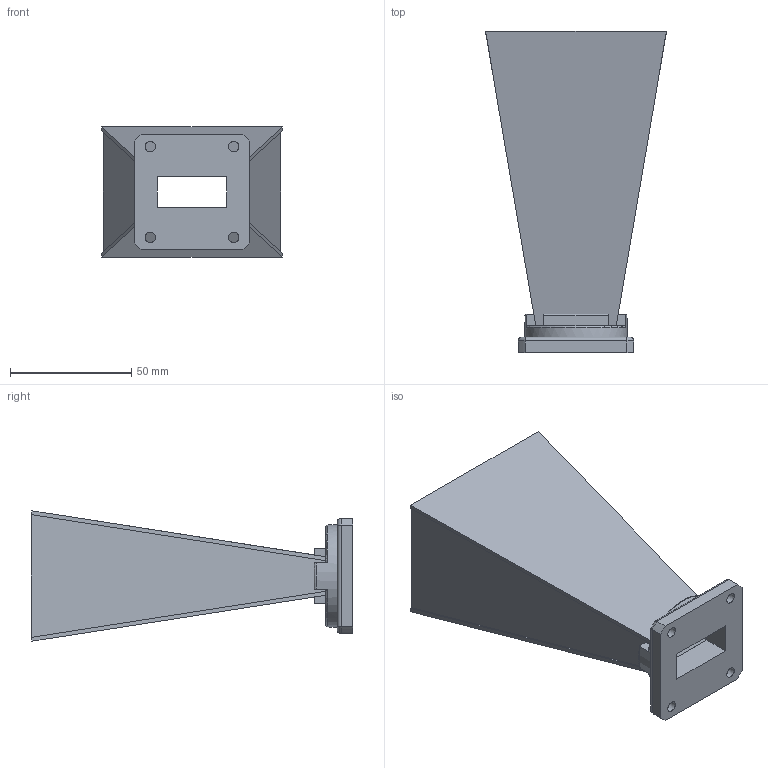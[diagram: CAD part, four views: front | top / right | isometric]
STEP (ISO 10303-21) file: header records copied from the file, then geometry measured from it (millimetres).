
FILE_DESCRIPTION (( 'STEP AP214' ), '1' );
FILE_NAME ('FM9858B-15_3D.STEP', '2021-02-02T15:03:32', ( '' ), ( '' ), 'SwSTEP 2.0', 'SolidWorks 2018', '' );
FILE_SCHEMA (( 'AUTOMOTIVE_DESIGN' ));
Length unit declared in the file: inch
Products named in the file (1): FM9858B-15_3D
Bounding box: 74.52 x 132.33 x 53.7 mm (x, y, z)
Volume: 50798.3 mm3; surface area: 49726.6 mm2
Topology: 2 solids, 2 shells, 74 faces, 197 edges, 126 vertices
Faces by surface type: plane 51, cylinder 15, torus 8
Full cylindrical faces by diameter (mm): 4.318 x4, 42.164 x1
Entity records: 2427 total; most frequent: CARTESIAN_POINT 543, ORIENTED_EDGE 382, DIRECTION 358, EDGE_CURVE 191, LINE 142, VECTOR 142, VERTEX_POINT 125, AXIS2_PLACEMENT_3D 108
